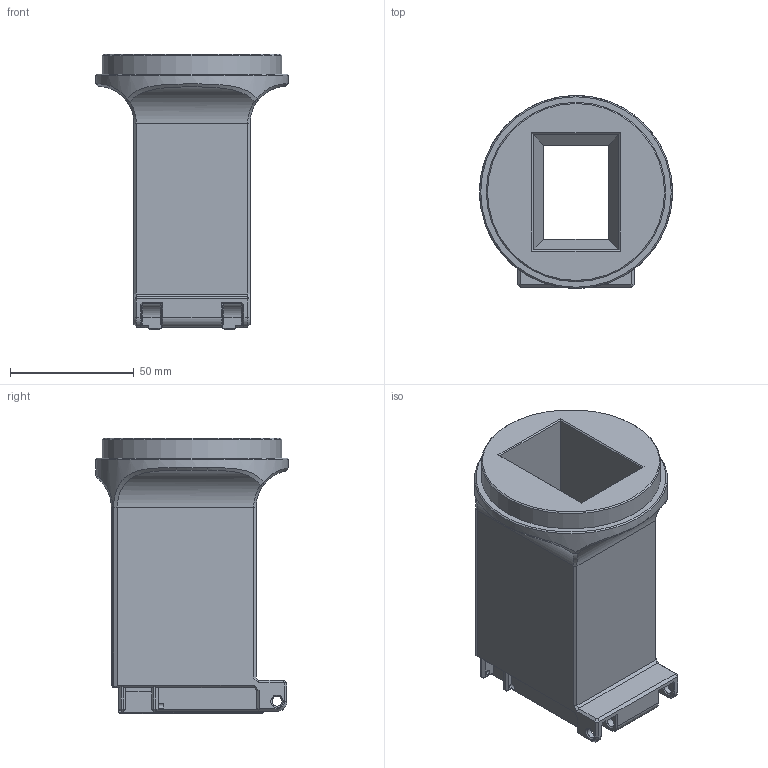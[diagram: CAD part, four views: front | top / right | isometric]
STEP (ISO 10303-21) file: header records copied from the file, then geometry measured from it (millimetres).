
FILE_DESCRIPTION(/* description */ ('Unknown'),/* implementation_level */ '2;1');
FILE_NAME(/* name */ 'filmDigitizer_135_filmCarrier_topTube_V2',/* time_stamp */ '2024-05-09T11:18:52-04:00',/* author */ ('Unknown'),/* organization */ ('Unknown'),/* preprocessor_version */ 'ST-DEVELOPER v18.1',/* originating_system */ 'Solid Edge',/* authorisation */ 'Unknown');
FILE_SCHEMA (('AUTOMOTIVE_DESIGN {1 0 10303 214 3 1 1}'));
Length unit declared in the file: millimetre
Products named in the file (2): filmDigitizer_135_filmCarrier_V2; filmDigitizer_135_filmCarrier_topTube_V2
Assembly tree (1 placements, depth 2):
  filmDigitizer_135_filmCarrier_V2
    filmDigitizer_135_filmCarrier_topTube_V2
Bounding box: 78 x 78 x 111.25 mm (x, y, z)
Volume: 158150.5 mm3; surface area: 49420.9 mm2
Topology: 1 solids, 1 shells, 622 faces, 1686 edges, 1086 vertices
Faces by surface type: plane 576, cylinder 18, cone 18, bspline 10
Full cylindrical faces by diameter (mm): 2 x4, 4 x3, 72.5 x1, 78 x1
Entity records: 19635 total; most frequent: CARTESIAN_POINT 4106, ORIENTED_EDGE 3328, DIRECTION 2907, EDGE_CURVE 1664, LINE 1577, VECTOR 1577, VERTEX_POINT 1081, EDGE_LOOP 675
